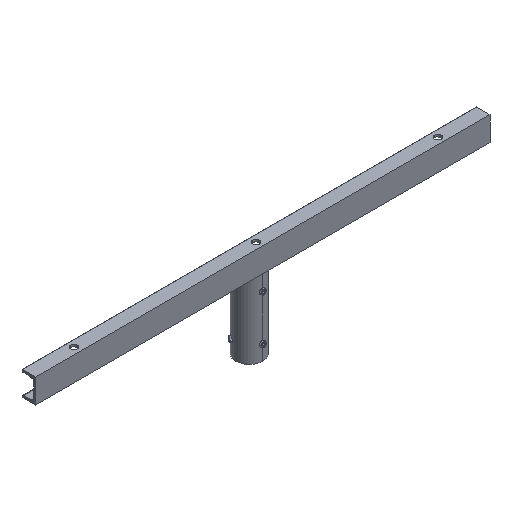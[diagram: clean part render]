
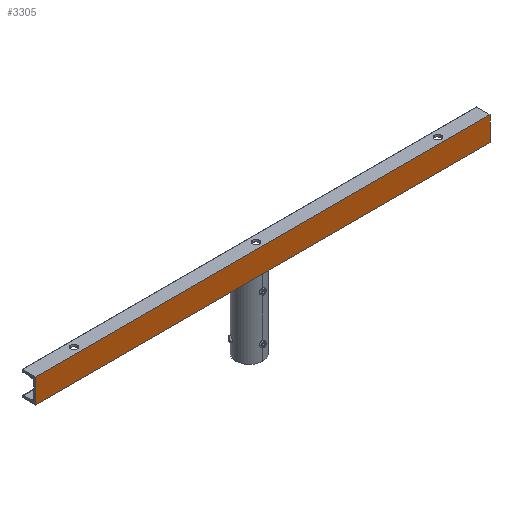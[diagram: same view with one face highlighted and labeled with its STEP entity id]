
A CAD part, isometric view. The second image highlights one B-rep face of the part: STEP entity #3305.
In plain terms, the highlighted face is planar.
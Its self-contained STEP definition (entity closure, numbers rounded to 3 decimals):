
#90 = CARTESIAN_POINT ( 'NONE',  ( 0., 80., 750. ) ) ;
#211 = VECTOR ( 'NONE', #1968, 1000. ) ;
#224 = EDGE_CURVE ( 'NONE', #3823, #3034, #1761, .T. ) ;
#579 = CARTESIAN_POINT ( 'NONE',  ( 0., 80., 750. ) ) ;
#1232 = DIRECTION ( 'NONE',  ( 1., 0., 0. ) ) ;
#1255 = PLANE ( 'NONE',  #4034 ) ;
#1425 = EDGE_CURVE ( 'NONE', #2627, #2877, #3055, .T. ) ;
#1498 = CARTESIAN_POINT ( 'NONE',  ( 0., 80., -750. ) ) ;
#1539 = VECTOR ( 'NONE', #2036, 1000. ) ;
#1601 = ORIENTED_EDGE ( 'NONE', *, *, #2806, .F. ) ;
#1761 = LINE ( 'NONE', #2384, #1539 ) ;
#1830 = DIRECTION ( 'NONE',  ( 0., 0., -1. ) ) ;
#1968 = DIRECTION ( 'NONE',  ( 0., -1., 0. ) ) ;
#2036 = DIRECTION ( 'NONE',  ( 0., 0., -1. ) ) ;
#2110 = ORIENTED_EDGE ( 'NONE', *, *, #4086, .T. ) ;
#2235 = FACE_OUTER_BOUND ( 'NONE', #4113, .T. ) ;
#2384 = CARTESIAN_POINT ( 'NONE',  ( 0., 80., 750. ) ) ;
#2521 = ORIENTED_EDGE ( 'NONE', *, *, #1425, .F. ) ;
#2627 = VERTEX_POINT ( 'NONE', #4263 ) ;
#2660 = CARTESIAN_POINT ( 'NONE',  ( 0., 0., -750. ) ) ;
#2733 = CARTESIAN_POINT ( 'NONE',  ( 0., 0., 750. ) ) ;
#2806 = EDGE_CURVE ( 'NONE', #3823, #2627, #3235, .T. ) ;
#2867 = CARTESIAN_POINT ( 'NONE',  ( 0., 80., 750. ) ) ;
#2877 = VERTEX_POINT ( 'NONE', #2660 ) ;
#3034 = VERTEX_POINT ( 'NONE', #1498 ) ;
#3055 = LINE ( 'NONE', #2733, #4250 ) ;
#3139 = ORIENTED_EDGE ( 'NONE', *, *, #224, .T. ) ;
#3235 = LINE ( 'NONE', #2867, #3948 ) ;
#3305 = ADVANCED_FACE ( 'NONE', ( #2235 ), #1255, .F. ) ;
#3309 = LINE ( 'NONE', #3984, #211 ) ;
#3532 = DIRECTION ( 'NONE',  ( 0., 1., 0. ) ) ;
#3823 = VERTEX_POINT ( 'NONE', #90 ) ;
#3948 = VECTOR ( 'NONE', #4170, 1000. ) ;
#3984 = CARTESIAN_POINT ( 'NONE',  ( 0., 80., -750. ) ) ;
#4034 = AXIS2_PLACEMENT_3D ( 'NONE', #579, #1232, #3532 ) ;
#4086 = EDGE_CURVE ( 'NONE', #3034, #2877, #3309, .T. ) ;
#4113 = EDGE_LOOP ( 'NONE', ( #2110, #2521, #1601, #3139 ) ) ;
#4170 = DIRECTION ( 'NONE',  ( 0., -1., 0. ) ) ;
#4250 = VECTOR ( 'NONE', #1830, 1000. ) ;
#4263 = CARTESIAN_POINT ( 'NONE',  ( 0., 0., 750. ) ) ;
